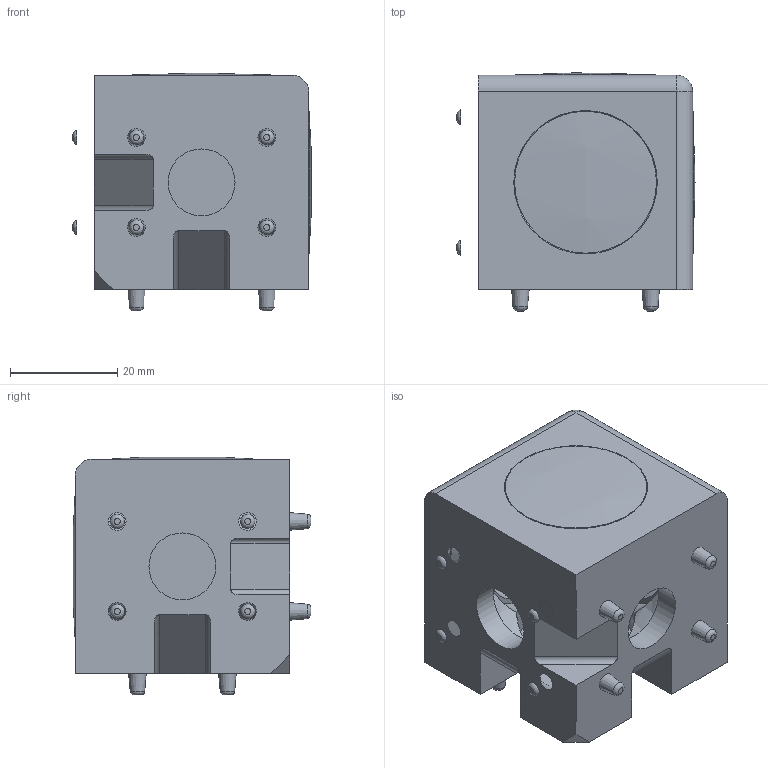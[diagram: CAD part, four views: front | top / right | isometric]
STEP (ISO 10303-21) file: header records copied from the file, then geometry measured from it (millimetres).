
FILE_DESCRIPTION(/* description */ ('KriTec Würfelverbindungssatz 10 40x40x40 Eck 3D inkl. 3 Abdeckkappen schwarz'),/* implementation_level */ '2;1');
FILE_NAME(/* name */ '88512_KriTec_Wuerfelverbindungssatz_10_40x40x40_Eck_3D_inkl_3_Abdeckkappen_schwarz.stp',/* time_stamp */ '2021-02-05T10:32:21+01:00',/* author */ ('Nell'),/* organization */ (''),/* preprocessor_version */ 'ST-DEVELOPER v17',/* originating_system */ 'Autodesk Inventor 2018',/* authorisation */ '');
FILE_SCHEMA (('AUTOMOTIVE_DESIGN { 1 0 10303 214 3 1 1 }'));
Length unit declared in the file: millimetre
Products named in the file (3): 88512; 88512_2; 88512_1
Assembly tree (4 placements, depth 2):
  88512
    88512_2
    88512_1  x3
Bounding box: 44.44 x 44.42 x 44.42 mm (x, y, z)
Volume: 36798.4 mm3; surface area: 18625.6 mm2
Topology: 4 solids, 4 shells, 155 faces, 447 edges, 313 vertices
Faces by surface type: cone 45, plane 37, cylinder 33, torus 24, bspline 12, sphere 4
Full cylindrical faces by diameter (mm): 12.5 x3, 26.5 x3
Entity records: 4380 total; most frequent: CARTESIAN_POINT 1350, DIRECTION 660, ORIENTED_EDGE 616, EDGE_CURVE 308, AXIS2_PLACEMENT_3D 291, VERTEX_POINT 219, CIRCLE 170, EDGE_LOOP 127
